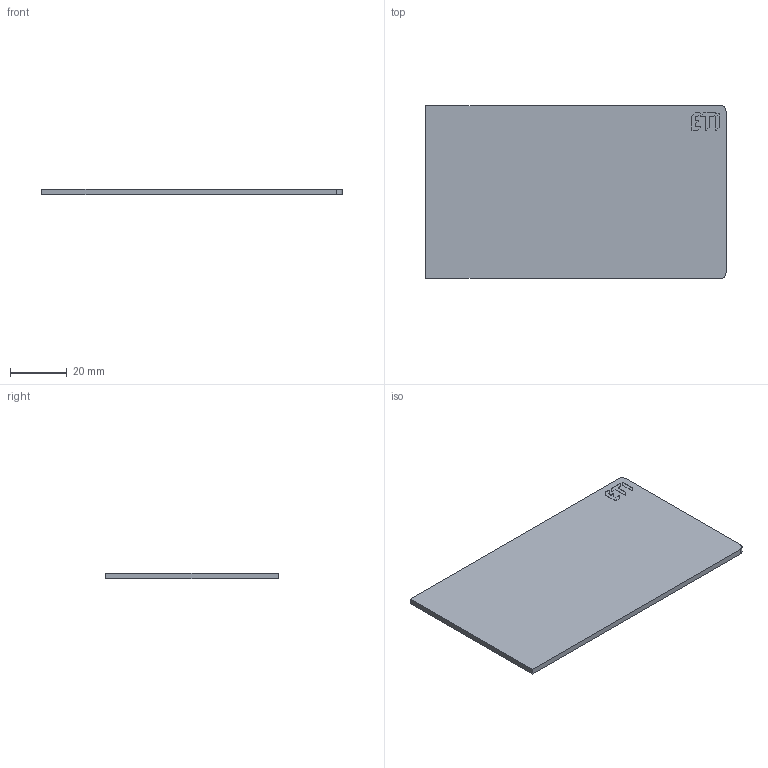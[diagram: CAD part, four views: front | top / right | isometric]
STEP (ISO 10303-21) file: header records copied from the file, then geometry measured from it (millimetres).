
FILE_DESCRIPTION((''),'2;1');
FILE_NAME('IZ2S_250_ASM','2021-11-04T',('marketing.praksa'),('Audax d.o.o.'),'CREO PARAMETRIC BY PTC INC, 2017480','CREO PARAMETRIC BY PTC INC, 2017480','');
FILE_SCHEMA(('AUTOMOTIVE_DESIGN { 1 0 10303 214 1 1 1 1 }'));
Products named in the file (3): PRT0009_1_1; PRT9563; IZ2S_250_ASM
Assembly tree (2 placements, depth 2):
  IZ2S_250_ASM
    PRT0009_1_1
    PRT9563
Bounding box: 106 x 61 x 2 mm (x, y, z)
Volume: 12925.5 mm3; surface area: 13684.2 mm2
Topology: 4 solids, 4 shells, 113 faces, 306 edges, 204 vertices
Faces by surface type: plane 63, cylinder 50
Entity records: 5605 total; most frequent: DIRECTION 642, CARTESIAN_POINT 635, ORIENTED_EDGE 612, PRESENTATION_STYLE_ASSIGNMENT 423, STYLED_ITEM 423, CURVE_STYLE 306, EDGE_CURVE 306, AXIS2_PLACEMENT_3D 218
